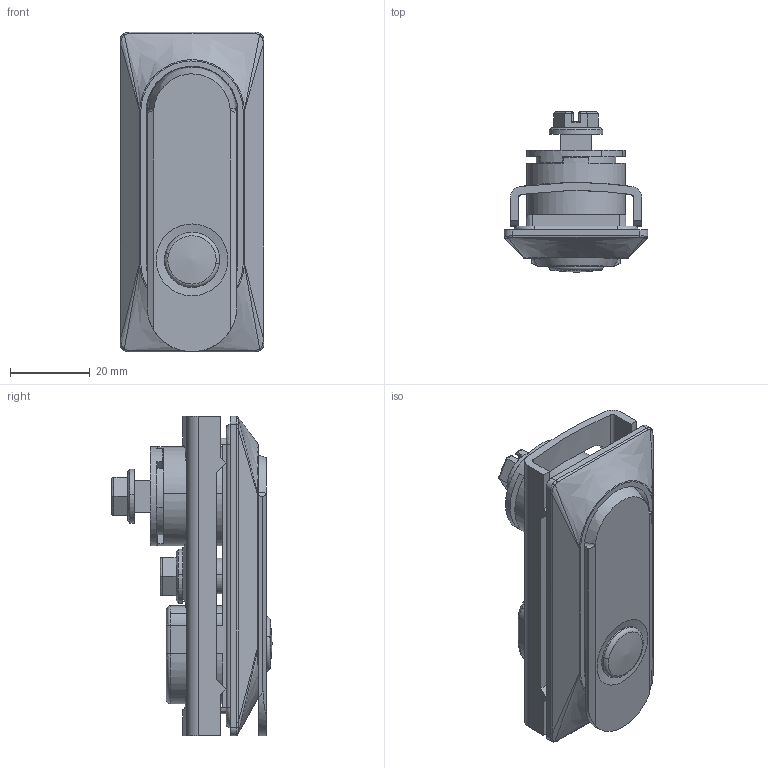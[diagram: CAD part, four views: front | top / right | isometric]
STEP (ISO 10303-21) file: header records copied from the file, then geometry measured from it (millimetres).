
FILE_DESCRIPTION((''),'2;1');
FILE_NAME('','2006-10-27T18:59:11',(''),(''),'','CADfix','');
FILE_SCHEMA(('AUTOMOTIVE_DESIGN'));
Length unit declared in the file: millimetre
Products named in the file (6): bouton; screw; handle; bracket; body; TEA_1152_U1_14028_36
Assembly tree (5 placements, depth 2):
  TEA_1152_U1_14028_36
    bouton
    screw
    handle
    bracket
    body
Bounding box: 36 x 40.15 x 80 mm (x, y, z)
Volume: 37687.5 mm3; surface area: 26854.7 mm2
Topology: 5 solids, 5 shells, 450 faces, 1184 edges, 756 vertices
Faces by surface type: bspline 450
Entity records: 17304 total; most frequent: CARTESIAN_POINT 10561, ORIENTED_EDGE 2368, EDGE_CURVE 1184, VERTEX_POINT 756, QUASI_UNIFORM_CURVE 606, EDGE_LOOP 472, FACE_OUTER_BOUND 450, ADVANCED_FACE 450
